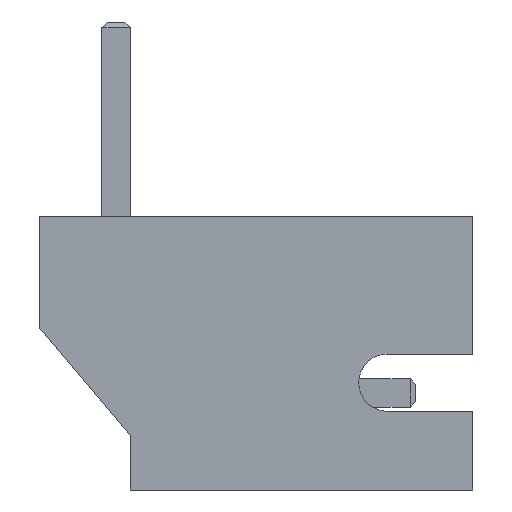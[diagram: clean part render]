
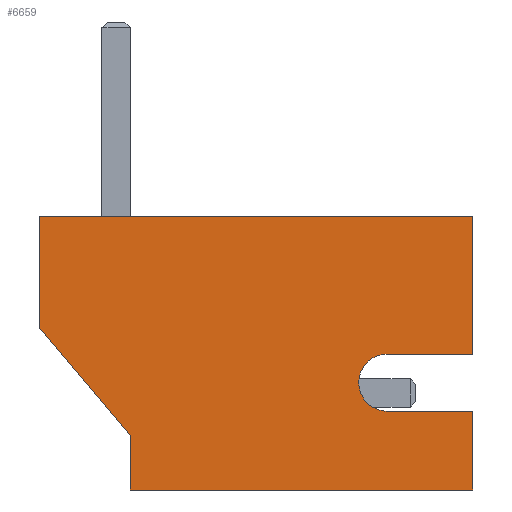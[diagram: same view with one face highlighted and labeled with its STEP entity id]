
A CAD part, left-side view. The second image highlights one B-rep face of the part: STEP entity #6659.
In plain terms, the highlighted planar face has unit normal (-1, 0, 0).
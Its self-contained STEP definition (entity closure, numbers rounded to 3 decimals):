
#174 = LINE ( 'NONE', #4084, #3796 ) ;
#492 = CARTESIAN_POINT ( 'NONE',  ( -1.95, 1.95, 1.35 ) ) ;
#663 = CARTESIAN_POINT ( 'NONE',  ( -1.95, 4.8, -6.25 ) ) ;
#684 = VECTOR ( 'NONE', #6853, 1000. ) ;
#795 = EDGE_CURVE ( 'NONE', #16581, #2526, #15685, .T. ) ;
#1132 = CARTESIAN_POINT ( 'NONE',  ( -1.95, 3.42, -6.25 ) ) ;
#1136 = VERTEX_POINT ( 'NONE', #3682 ) ;
#1503 = CARTESIAN_POINT ( 'NONE',  ( -1.95, 0., -6.25 ) ) ;
#1963 = ORIENTED_EDGE ( 'NONE', *, *, #795, .F. ) ;
#2130 = EDGE_CURVE ( 'NONE', #10374, #10081, #12959, .T. ) ;
#2196 = AXIS2_PLACEMENT_3D ( 'NONE', #9126, #16637, #7671 ) ;
#2259 = VECTOR ( 'NONE', #5177, 1000. ) ;
#2526 = VERTEX_POINT ( 'NONE', #14086 ) ;
#2649 = VERTEX_POINT ( 'NONE', #9206 ) ;
#2935 = DIRECTION ( 'NONE',  ( 0., 1., 0. ) ) ;
#3682 = CARTESIAN_POINT ( 'NONE',  ( -1.95, 3.85, -0.25 ) ) ;
#3714 = LINE ( 'NONE', #7376, #15994 ) ;
#3749 = LINE ( 'NONE', #4238, #4188 ) ;
#3763 = ORIENTED_EDGE ( 'NONE', *, *, #13783, .F. ) ;
#3796 = VECTOR ( 'NONE', #9178, 1000. ) ;
#3905 = AXIS2_PLACEMENT_3D ( 'NONE', #7921, #9461, #13058 ) ;
#4084 = CARTESIAN_POINT ( 'NONE',  ( -1.95, 4.8, -6.25 ) ) ;
#4156 = EDGE_LOOP ( 'NONE', ( #7042, #5711, #9393, #1963, #6307, #15860, #6801, #13121, #5442, #3763 ) ) ;
#4188 = VECTOR ( 'NONE', #6732, 1000. ) ;
#4238 = CARTESIAN_POINT ( 'NONE',  ( -1.95, 3.42, -6.25 ) ) ;
#4923 = VECTOR ( 'NONE', #9321, 1000. ) ;
#5177 = DIRECTION ( 'NONE',  ( 0., 0., 1. ) ) ;
#5284 = CARTESIAN_POINT ( 'NONE',  ( -1.95, 3.85, -0.25 ) ) ;
#5355 = DIRECTION ( 'NONE',  ( 0., 0., 1. ) ) ;
#5442 = ORIENTED_EDGE ( 'NONE', *, *, #10045, .T. ) ;
#5711 = ORIENTED_EDGE ( 'NONE', *, *, #5956, .F. ) ;
#5750 = EDGE_CURVE ( 'NONE', #2526, #10048, #7872, .T. ) ;
#5956 = EDGE_CURVE ( 'NONE', #10048, #13535, #3749, .T. ) ;
#6285 = EDGE_CURVE ( 'NONE', #2649, #16581, #3714, .T. ) ;
#6307 = ORIENTED_EDGE ( 'NONE', *, *, #6285, .F. ) ;
#6659 = ADVANCED_FACE ( 'NONE', ( #14921 ), #9893, .F. ) ;
#6732 = DIRECTION ( 'NONE',  ( 0., 0., -1. ) ) ;
#6784 = CARTESIAN_POINT ( 'NONE',  ( -1.95, 3.42, -4.75 ) ) ;
#6801 = ORIENTED_EDGE ( 'NONE', *, *, #2130, .T. ) ;
#6853 = DIRECTION ( 'NONE',  ( 0., 0.765, -0.644 ) ) ;
#7042 = ORIENTED_EDGE ( 'NONE', *, *, #12941, .F. ) ;
#7131 = LINE ( 'NONE', #16005, #7236 ) ;
#7236 = VECTOR ( 'NONE', #8312, 1000. ) ;
#7376 = CARTESIAN_POINT ( 'NONE',  ( -1.95, 4.8, -6.25 ) ) ;
#7671 = DIRECTION ( 'NONE',  ( 0., -1., 0. ) ) ;
#7872 = CIRCLE ( 'NONE', #3905, 0.5 ) ;
#7921 = CARTESIAN_POINT ( 'NONE',  ( -1.95, 2.92, -4.75 ) ) ;
#8312 = DIRECTION ( 'NONE',  ( 0., 1., 0. ) ) ;
#8555 = DIRECTION ( 'NONE',  ( 0., 1., 0. ) ) ;
#8780 = CARTESIAN_POINT ( 'NONE',  ( -1.95, 0., 1.35 ) ) ;
#8853 = CARTESIAN_POINT ( 'NONE',  ( -1.95, 2.42, -6.25 ) ) ;
#9126 = CARTESIAN_POINT ( 'NONE',  ( -1.95, 4.8, -6.25 ) ) ;
#9178 = DIRECTION ( 'NONE',  ( 0., 0., 1. ) ) ;
#9206 = CARTESIAN_POINT ( 'NONE',  ( -1.95, 0., -6.25 ) ) ;
#9321 = DIRECTION ( 'NONE',  ( 0., 1., 0. ) ) ;
#9393 = ORIENTED_EDGE ( 'NONE', *, *, #5750, .F. ) ;
#9461 = DIRECTION ( 'NONE',  ( -1., 0., 0. ) ) ;
#9890 = VECTOR ( 'NONE', #5355, 1000. ) ;
#9893 = PLANE ( 'NONE',  #2196 ) ;
#10045 = EDGE_CURVE ( 'NONE', #1136, #12480, #10519, .T. ) ;
#10048 = VERTEX_POINT ( 'NONE', #6784 ) ;
#10081 = VERTEX_POINT ( 'NONE', #492 ) ;
#10374 = VERTEX_POINT ( 'NONE', #8780 ) ;
#10519 = LINE ( 'NONE', #11923, #4923 ) ;
#10627 = VECTOR ( 'NONE', #2935, 1000. ) ;
#11058 = EDGE_CURVE ( 'NONE', #10081, #1136, #13246, .T. ) ;
#11476 = CARTESIAN_POINT ( 'NONE',  ( -1.95, 2.42, -6.25 ) ) ;
#11923 = CARTESIAN_POINT ( 'NONE',  ( -1.95, 4.8, -0.25 ) ) ;
#12393 = EDGE_CURVE ( 'NONE', #2649, #10374, #15696, .T. ) ;
#12480 = VERTEX_POINT ( 'NONE', #14903 ) ;
#12941 = EDGE_CURVE ( 'NONE', #13535, #16365, #7131, .T. ) ;
#12959 = LINE ( 'NONE', #14407, #10627 ) ;
#13058 = DIRECTION ( 'NONE',  ( 0., 1., 0. ) ) ;
#13121 = ORIENTED_EDGE ( 'NONE', *, *, #11058, .T. ) ;
#13246 = LINE ( 'NONE', #5284, #684 ) ;
#13535 = VERTEX_POINT ( 'NONE', #1132 ) ;
#13783 = EDGE_CURVE ( 'NONE', #16365, #12480, #174, .T. ) ;
#14086 = CARTESIAN_POINT ( 'NONE',  ( -1.95, 2.42, -4.75 ) ) ;
#14407 = CARTESIAN_POINT ( 'NONE',  ( -1.95, 0., 1.35 ) ) ;
#14903 = CARTESIAN_POINT ( 'NONE',  ( -1.95, 4.8, -0.25 ) ) ;
#14921 = FACE_OUTER_BOUND ( 'NONE', #4156, .T. ) ;
#15685 = LINE ( 'NONE', #11476, #2259 ) ;
#15696 = LINE ( 'NONE', #1503, #9890 ) ;
#15860 = ORIENTED_EDGE ( 'NONE', *, *, #12393, .T. ) ;
#15994 = VECTOR ( 'NONE', #8555, 1000. ) ;
#16005 = CARTESIAN_POINT ( 'NONE',  ( -1.95, 4.8, -6.25 ) ) ;
#16365 = VERTEX_POINT ( 'NONE', #663 ) ;
#16581 = VERTEX_POINT ( 'NONE', #8853 ) ;
#16637 = DIRECTION ( 'NONE',  ( 1., 0., 0. ) ) ;
